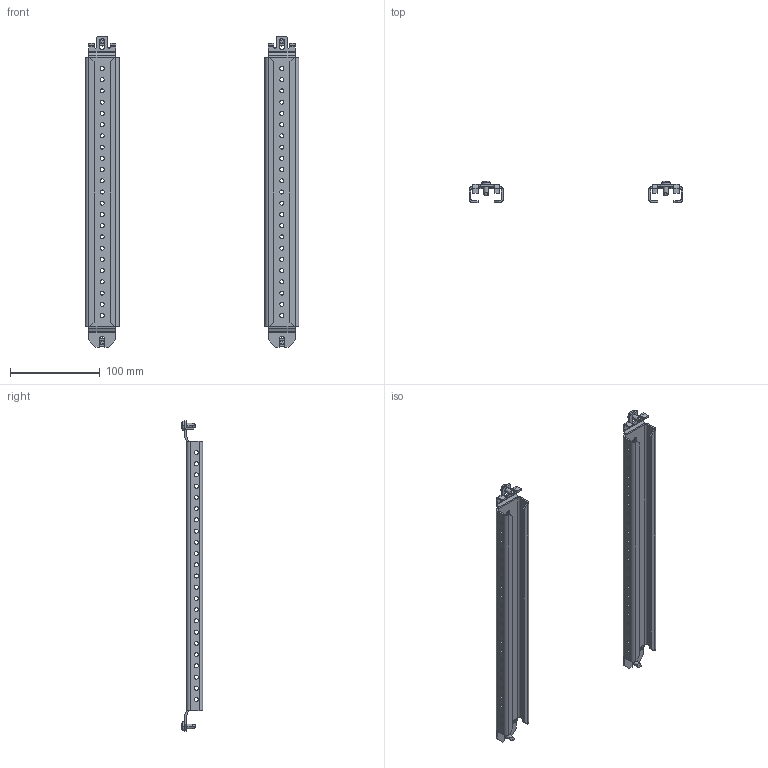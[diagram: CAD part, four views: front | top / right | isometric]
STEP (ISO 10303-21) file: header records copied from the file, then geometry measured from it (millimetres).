
FILE_DESCRIPTION (( 'STEP AP203' ), '1' );
FILE_NAME ('UR14500004040 Ðåéêà ìîíòàæíàÿ îñíîâàíèå øêàôà RS52 00.40 (2øò) (000.801.461).STEP', '2022-04-18T07:56:38', ( '' ), ( '' ), 'SwSTEP 2.0', 'SolidWorks 2017', '' );
FILE_SCHEMA (( 'CONFIG_CONTROL_DESIGN' ));
Length unit declared in the file: millimetre
Products named in the file (3): UR14500004040 Ðåéêà ìîíòàæíàÿ îñíîâàíèå øêàôà RS52 00.40 (2øò) (000.801.461); Âèíò DIN 7500 C TORX_Œ5å12; 025-257 Øèíà ìîíòàæíàÿ 18õ38_00 (00.40)
Assembly tree (6 placements, depth 2):
  UR14500004040 Ðåéêà ìîíòàæíàÿ îñíîâàíèå øêàôà RS52 00.40 (2øò) (000.801.461)
    025-257 Øèíà ìîíòàæíàÿ 18õ38_00 (00.40)  x2
    Âèíò DIN 7500 C TORX_Œ5å12  x4
Bounding box: 238 x 23.69 x 345.5 mm (x, y, z)
Volume: 98663 mm3; surface area: 106363.3 mm2
Topology: 6 solids, 6 shells, 676 faces, 1812 edges, 1152 vertices
Faces by surface type: cylinder 410, plane 242, cone 16, sphere 8
Entity records: 10113 total; most frequent: DIRECTION 1761, CARTESIAN_POINT 1724, ORIENTED_EDGE 1588, EDGE_CURVE 794, AXIS2_PLACEMENT_3D 685, VERTEX_POINT 502, EDGE_LOOP 438, LINE 391
